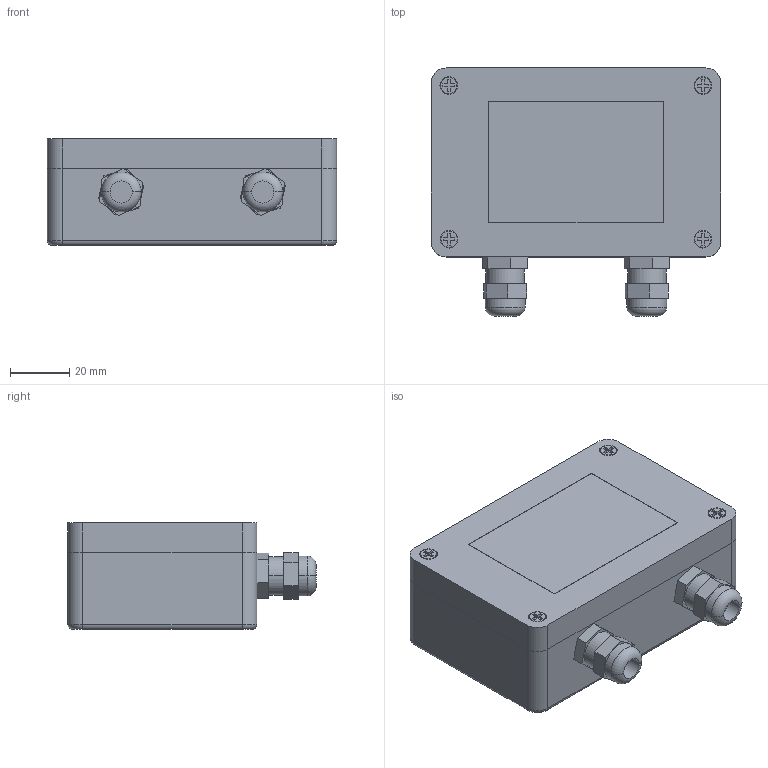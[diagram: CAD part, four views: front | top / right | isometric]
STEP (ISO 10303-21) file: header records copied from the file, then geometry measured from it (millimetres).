
FILE_DESCRIPTION (( 'STEP AP214' ), '1' );
FILE_NAME ('PyroMini Touch Screen - Calex Electronics.STEP', '2014-11-25T22:48:49', ( '' ), ( '' ), 'SwSTEP 2.0', 'SolidWorks 2014', '' );
FILE_SCHEMA (( 'AUTOMOTIVE_DESIGN' ));
Length unit declared in the file: millimetre
Products named in the file (6): PyroMini Gland; Screen; PyroMini Screen; PyroMini Base; PyroMini Touch Screen - Calex Electronics; PyroMini Screw
Assembly tree (9 placements, depth 2):
  PyroMini Touch Screen - Calex Electronics
    PyroMini Base
    PyroMini Screen
    Screen
    PyroMini Gland  x2
    PyroMini Screw  x4
Bounding box: 98 x 84 x 36 mm (x, y, z)
Volume: 230237.5 mm3; surface area: 44816.3 mm2
Topology: 9 solids, 9 shells, 195 faces, 444 edges, 288 vertices
Faces by surface type: plane 127, cylinder 52, torus 16
Entity records: 3316 total; most frequent: DIRECTION 574, CARTESIAN_POINT 524, ORIENTED_EDGE 488, EDGE_CURVE 244, AXIS2_PLACEMENT_3D 208, LINE 158, VERTEX_POINT 158, VECTOR 158
